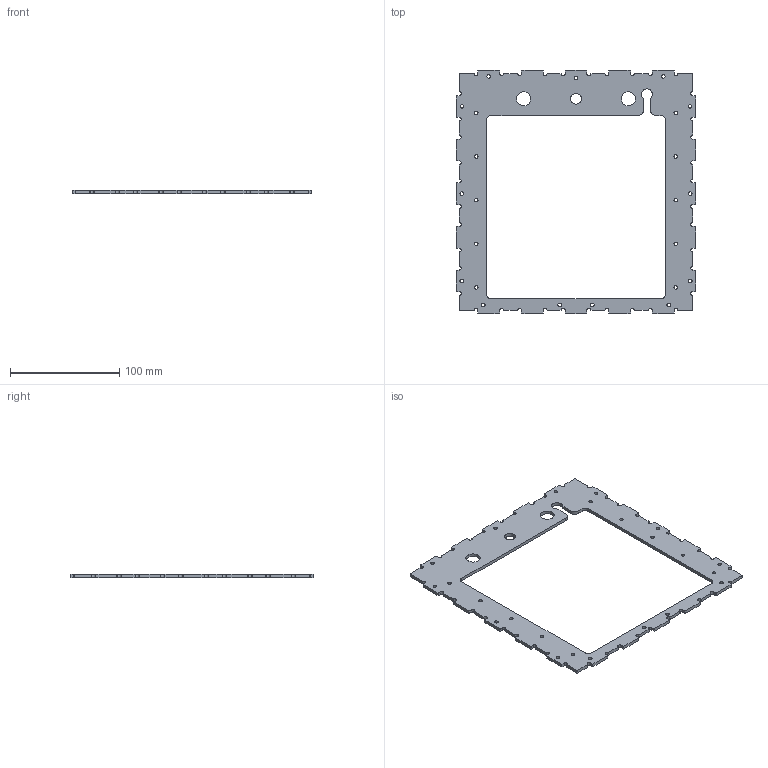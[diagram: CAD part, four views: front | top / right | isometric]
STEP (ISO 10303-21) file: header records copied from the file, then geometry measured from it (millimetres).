
FILE_DESCRIPTION(('Open CASCADE Model'),'2;1');
FILE_NAME('Open CASCADE Shape Model','2024-09-10T16:03:09',('Author'),( 'Open CASCADE'),'Open CASCADE STEP processor 7.7','Open CASCADE 7.7' ,'Unknown');
FILE_SCHEMA(('AUTOMOTIVE_DESIGN { 1 0 10303 214 1 1 1 1 }'));
Length unit declared in the file: millimetre
Products named in the file (1): Open CASCADE STEP translator 7.7 5
Bounding box: 220 x 223 x 3 mm (x, y, z)
Volume: 57649.9 mm3; surface area: 44744.8 mm2
Topology: 1 solids, 1 shells, 340 faces, 1014 edges, 676 vertices
Faces by surface type: cylinder 203, plane 137
Full cylindrical faces by diameter (mm): 3.3 x23, 10 x1, 13 x2
Entity records: 24915 total; most frequent: CARTESIAN_POINT 4973, DIRECTION 3741, ORIENTED_EDGE 2028, PCURVE 2028, DEFINITIONAL_REPRESENTATION 2028, LINE 1946, VECTOR 1946, EDGE_CURVE 1014
